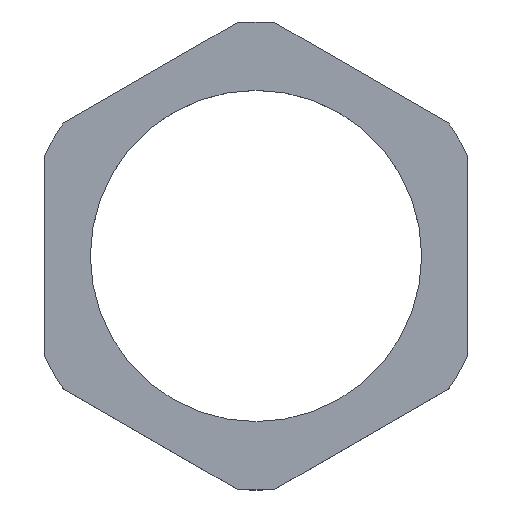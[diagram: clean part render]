
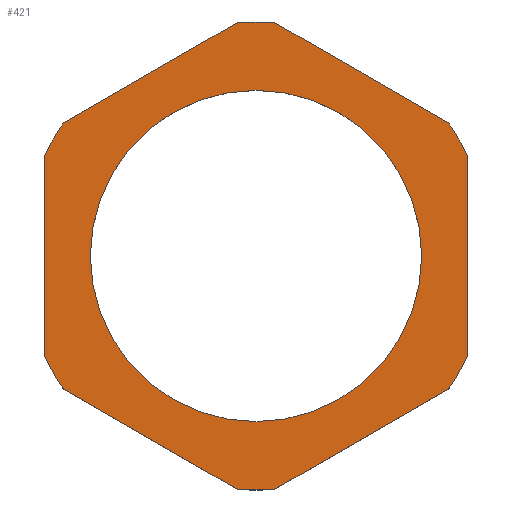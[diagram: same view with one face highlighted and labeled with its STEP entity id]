
A CAD part, top view. The second image highlights one B-rep face of the part: STEP entity #421.
In plain terms, the highlighted planar face has unit normal (0, 0, 1).
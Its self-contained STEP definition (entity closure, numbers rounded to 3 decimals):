
#1 = CARTESIAN_POINT ( 'NONE',  ( -13.658, 9.435, 3.5 ) ) ;
#3 = AXIS2_PLACEMENT_3D ( 'NONE', #513, #472, #176 ) ;
#4 = CARTESIAN_POINT ( 'NONE',  ( 0., 0., 3.5 ) ) ;
#8 = VERTEX_POINT ( 'NONE', #330 ) ;
#10 = ORIENTED_EDGE ( 'NONE', *, *, #128, .T. ) ;
#13 = LINE ( 'NONE', #425, #53 ) ;
#15 = LINE ( 'NONE', #173, #341 ) ;
#22 = ORIENTED_EDGE ( 'NONE', *, *, #212, .T. ) ;
#23 = CARTESIAN_POINT ( 'NONE',  ( 0., 0., 3.5 ) ) ;
#28 = EDGE_CURVE ( 'NONE', #422, #476, #13, .T. ) ;
#51 = VERTEX_POINT ( 'NONE', #60 ) ;
#53 = VECTOR ( 'NONE', #286, 1000. ) ;
#56 = DIRECTION ( 'NONE',  ( 0., 0., 1. ) ) ;
#60 = CARTESIAN_POINT ( 'NONE',  ( 15., -7.111, 3.5 ) ) ;
#62 = ORIENTED_EDGE ( 'NONE', *, *, #185, .T. ) ;
#70 = DIRECTION ( 'NONE',  ( 0.866, 0.5, 0. ) ) ;
#73 = CARTESIAN_POINT ( 'NONE',  ( -1.342, -16.546, 3.5 ) ) ;
#76 = AXIS2_PLACEMENT_3D ( 'NONE', #289, #542, #247 ) ;
#79 = DIRECTION ( 'NONE',  ( 0., 0., 1. ) ) ;
#82 = CARTESIAN_POINT ( 'NONE',  ( 13.658, -9.435, 3.5 ) ) ;
#87 = CIRCLE ( 'NONE', #303, 16.6 ) ;
#93 = ORIENTED_EDGE ( 'NONE', *, *, #467, .F. ) ;
#95 = CARTESIAN_POINT ( 'NONE',  ( 11.75, 0., 3.5 ) ) ;
#97 = EDGE_CURVE ( 'NONE', #340, #51, #87, .T. ) ;
#98 = VERTEX_POINT ( 'NONE', #481 ) ;
#99 = DIRECTION ( 'NONE',  ( 0., 0., 1. ) ) ;
#103 = DIRECTION ( 'NONE',  ( 0., 0., 1. ) ) ;
#106 = LINE ( 'NONE', #448, #538 ) ;
#107 = VECTOR ( 'NONE', #70, 1000. ) ;
#112 = AXIS2_PLACEMENT_3D ( 'NONE', #23, #539, #245 ) ;
#117 = CARTESIAN_POINT ( 'NONE',  ( 1.342, -16.546, 3.5 ) ) ;
#119 = CARTESIAN_POINT ( 'NONE',  ( -15., 7.111, 3.5 ) ) ;
#121 = VERTEX_POINT ( 'NONE', #229 ) ;
#122 = FACE_OUTER_BOUND ( 'NONE', #123, .T. ) ;
#123 = EDGE_LOOP ( 'NONE', ( #62, #431, #10, #219, #388, #325, #263, #22, #216, #200, #223, #384 ) ) ;
#128 = EDGE_CURVE ( 'NONE', #8, #422, #532, .T. ) ;
#134 = CARTESIAN_POINT ( 'NONE',  ( 15., -7.111, 3.5 ) ) ;
#143 = VERTEX_POINT ( 'NONE', #314 ) ;
#156 = EDGE_CURVE ( 'NONE', #274, #98, #394, .T. ) ;
#161 = FACE_BOUND ( 'NONE', #301, .T. ) ;
#173 = CARTESIAN_POINT ( 'NONE',  ( -1.342, 16.546, 3.5 ) ) ;
#176 = DIRECTION ( 'NONE',  ( 1., 0., 0. ) ) ;
#181 = LINE ( 'NONE', #117, #107 ) ;
#182 = VERTEX_POINT ( 'NONE', #95 ) ;
#185 = EDGE_CURVE ( 'NONE', #292, #395, #375, .T. ) ;
#200 = ORIENTED_EDGE ( 'NONE', *, *, #493, .T. ) ;
#204 = AXIS2_PLACEMENT_3D ( 'NONE', #4, #260, #510 ) ;
#205 = LINE ( 'NONE', #134, #335 ) ;
#208 = CARTESIAN_POINT ( 'NONE',  ( -13.658, -9.435, 3.5 ) ) ;
#212 = EDGE_CURVE ( 'NONE', #51, #308, #205, .T. ) ;
#216 = ORIENTED_EDGE ( 'NONE', *, *, #355, .T. ) ;
#219 = ORIENTED_EDGE ( 'NONE', *, *, #28, .T. ) ;
#220 = DIRECTION ( 'NONE',  ( 0., 1., 0. ) ) ;
#221 = EDGE_CURVE ( 'NONE', #476, #143, #238, .T. ) ;
#223 = ORIENTED_EDGE ( 'NONE', *, *, #156, .T. ) ;
#229 = CARTESIAN_POINT ( 'NONE',  ( -11.75, 0., 3.5 ) ) ;
#231 = CIRCLE ( 'NONE', #451, 11.75 ) ;
#238 = CIRCLE ( 'NONE', #204, 16.6 ) ;
#244 = VECTOR ( 'NONE', #412, 1000. ) ;
#245 = DIRECTION ( 'NONE',  ( 1., 0., 0. ) ) ;
#247 = DIRECTION ( 'NONE',  ( 1., 0., 0. ) ) ;
#251 = DIRECTION ( 'NONE',  ( 0., 0., 1. ) ) ;
#260 = DIRECTION ( 'NONE',  ( 0., 0., 1. ) ) ;
#263 = ORIENTED_EDGE ( 'NONE', *, *, #97, .T. ) ;
#266 = CIRCLE ( 'NONE', #112, 11.75 ) ;
#274 = VERTEX_POINT ( 'NONE', #383 ) ;
#279 = EDGE_CURVE ( 'NONE', #98, #292, #15, .T. ) ;
#285 = VERTEX_POINT ( 'NONE', #302 ) ;
#286 = DIRECTION ( 'NONE',  ( 0.866, -0.5, 0. ) ) ;
#289 = CARTESIAN_POINT ( 'NONE',  ( 0., 0., 3.5 ) ) ;
#292 = VERTEX_POINT ( 'NONE', #1 ) ;
#301 = EDGE_LOOP ( 'NONE', ( #382, #93 ) ) ;
#302 = CARTESIAN_POINT ( 'NONE',  ( 13.658, 9.435, 3.5 ) ) ;
#303 = AXIS2_PLACEMENT_3D ( 'NONE', #361, #56, #319 ) ;
#308 = VERTEX_POINT ( 'NONE', #552 ) ;
#314 = CARTESIAN_POINT ( 'NONE',  ( 1.342, -16.546, 3.5 ) ) ;
#319 = DIRECTION ( 'NONE',  ( 1., 0., 0. ) ) ;
#325 = ORIENTED_EDGE ( 'NONE', *, *, #497, .T. ) ;
#330 = CARTESIAN_POINT ( 'NONE',  ( -15., -7.111, 3.5 ) ) ;
#335 = VECTOR ( 'NONE', #220, 1000. ) ;
#340 = VERTEX_POINT ( 'NONE', #82 ) ;
#341 = VECTOR ( 'NONE', #347, 1000. ) ;
#343 = DIRECTION ( 'NONE',  ( 1., 0., 0. ) ) ;
#347 = DIRECTION ( 'NONE',  ( -0.866, -0.5, 0. ) ) ;
#354 = DIRECTION ( 'NONE',  ( 1., 0., 0. ) ) ;
#355 = EDGE_CURVE ( 'NONE', #308, #285, #366, .T. ) ;
#356 = DIRECTION ( 'NONE',  ( 1., 0., 0. ) ) ;
#359 = LINE ( 'NONE', #119, #244 ) ;
#361 = CARTESIAN_POINT ( 'NONE',  ( 0., 0., 3.5 ) ) ;
#365 = EDGE_CURVE ( 'NONE', #182, #121, #231, .T. ) ;
#366 = CIRCLE ( 'NONE', #401, 16.6 ) ;
#373 = PLANE ( 'NONE',  #76 ) ;
#375 = CIRCLE ( 'NONE', #3, 16.6 ) ;
#377 = CARTESIAN_POINT ( 'NONE',  ( 0., 0., 3.5 ) ) ;
#382 = ORIENTED_EDGE ( 'NONE', *, *, #365, .F. ) ;
#383 = CARTESIAN_POINT ( 'NONE',  ( 1.342, 16.546, 3.5 ) ) ;
#384 = ORIENTED_EDGE ( 'NONE', *, *, #279, .T. ) ;
#388 = ORIENTED_EDGE ( 'NONE', *, *, #221, .T. ) ;
#390 = CARTESIAN_POINT ( 'NONE',  ( 0., 0., 3.5 ) ) ;
#393 = CARTESIAN_POINT ( 'NONE',  ( 0., 0., 3.5 ) ) ;
#394 = CIRCLE ( 'NONE', #464, 16.6 ) ;
#395 = VERTEX_POINT ( 'NONE', #420 ) ;
#401 = AXIS2_PLACEMENT_3D ( 'NONE', #377, #79, #343 ) ;
#409 = DIRECTION ( 'NONE',  ( -0.866, 0.5, 0. ) ) ;
#410 = AXIS2_PLACEMENT_3D ( 'NONE', #393, #103, #356 ) ;
#412 = DIRECTION ( 'NONE',  ( 0., -1., 0. ) ) ;
#420 = CARTESIAN_POINT ( 'NONE',  ( -15., 7.111, 3.5 ) ) ;
#421 = ADVANCED_FACE ( 'NONE', ( #161, #122 ), #373, .T. ) ;
#422 = VERTEX_POINT ( 'NONE', #208 ) ;
#425 = CARTESIAN_POINT ( 'NONE',  ( -13.658, -9.435, 3.5 ) ) ;
#431 = ORIENTED_EDGE ( 'NONE', *, *, #473, .T. ) ;
#448 = CARTESIAN_POINT ( 'NONE',  ( 13.658, 9.435, 3.5 ) ) ;
#451 = AXIS2_PLACEMENT_3D ( 'NONE', #548, #251, #499 ) ;
#464 = AXIS2_PLACEMENT_3D ( 'NONE', #390, #99, #354 ) ;
#467 = EDGE_CURVE ( 'NONE', #121, #182, #266, .T. ) ;
#472 = DIRECTION ( 'NONE',  ( 0., 0., 1. ) ) ;
#473 = EDGE_CURVE ( 'NONE', #395, #8, #359, .T. ) ;
#476 = VERTEX_POINT ( 'NONE', #73 ) ;
#481 = CARTESIAN_POINT ( 'NONE',  ( -1.342, 16.546, 3.5 ) ) ;
#493 = EDGE_CURVE ( 'NONE', #285, #274, #106, .T. ) ;
#497 = EDGE_CURVE ( 'NONE', #143, #340, #181, .T. ) ;
#499 = DIRECTION ( 'NONE',  ( 1., 0., 0. ) ) ;
#510 = DIRECTION ( 'NONE',  ( 1., 0., 0. ) ) ;
#513 = CARTESIAN_POINT ( 'NONE',  ( 0., 0., 3.5 ) ) ;
#532 = CIRCLE ( 'NONE', #410, 16.6 ) ;
#538 = VECTOR ( 'NONE', #409, 1000. ) ;
#539 = DIRECTION ( 'NONE',  ( 0., 0., 1. ) ) ;
#542 = DIRECTION ( 'NONE',  ( 0., 0., 1. ) ) ;
#548 = CARTESIAN_POINT ( 'NONE',  ( 0., 0., 3.5 ) ) ;
#552 = CARTESIAN_POINT ( 'NONE',  ( 15., 7.111, 3.5 ) ) ;
